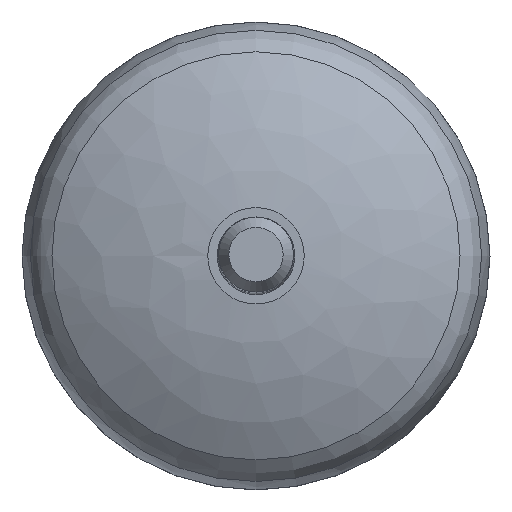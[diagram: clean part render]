
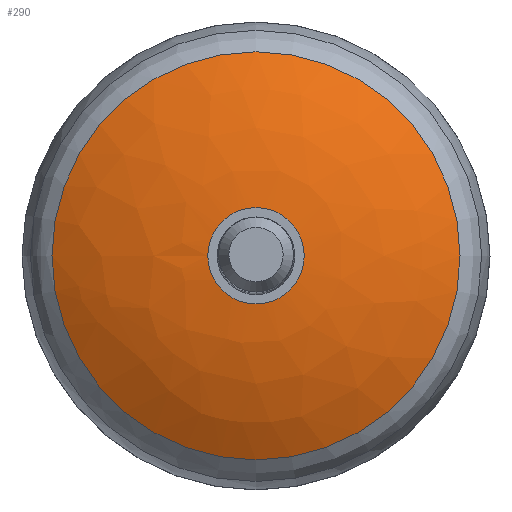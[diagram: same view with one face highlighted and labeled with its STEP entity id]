
A CAD part, top view. The second image highlights one B-rep face of the part: STEP entity #290.
In plain terms, the highlighted free-form (B-spline) face has degree [2, 2] with [3, 9] control points.
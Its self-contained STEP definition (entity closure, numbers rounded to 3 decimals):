
#200=CARTESIAN_POINT('',(5.15,0.,13.768));
#201=VERTEX_POINT('',#200);
#202=CARTESIAN_POINT('',(-5.15,0.,13.768));
#203=VERTEX_POINT('',#202);
#204=CARTESIAN_POINT('',(0.,0.,13.768));
#205=DIRECTION('',(0.0,0.0,-1.0));
#206=DIRECTION('',(-1.0,0.0,0.0));
#207=AXIS2_PLACEMENT_3D('',#204,#205,#206);
#208=CIRCLE('',#207,5.15);
#209=EDGE_CURVE('',#201,#203,#208,.T.);
#211=CARTESIAN_POINT('',(0.,0.,13.768));
#212=DIRECTION('',(0.0,0.0,-1.0));
#213=DIRECTION('',(-1.0,0.0,0.0));
#214=AXIS2_PLACEMENT_3D('',#211,#212,#213);
#215=CIRCLE('',#214,5.15);
#216=EDGE_CURVE('',#203,#201,#215,.T.);
#225=CARTESIAN_POINT('',(-21.793,0.,8.817));
#226=CARTESIAN_POINT('',(-14.051,0.,13.241));
#227=CARTESIAN_POINT('',(-5.15,0.,13.768));
#228=CARTESIAN_POINT('',(-21.793,21.793,8.817));
#229=CARTESIAN_POINT('',(-14.051,14.051,13.241));
#230=CARTESIAN_POINT('',(-5.15,5.15,13.768));
#231=CARTESIAN_POINT('',(0.,21.793,8.817));
#232=CARTESIAN_POINT('',(0.,14.051,13.241));
#233=CARTESIAN_POINT('',(0.,5.15,13.768));
#234=CARTESIAN_POINT('',(21.793,21.793,8.817));
#235=CARTESIAN_POINT('',(14.051,14.051,13.241));
#236=CARTESIAN_POINT('',(5.15,5.15,13.768));
#237=CARTESIAN_POINT('',(21.793,0.,8.817));
#238=CARTESIAN_POINT('',(14.051,0.,13.241));
#239=CARTESIAN_POINT('',(5.15,0.,13.768));
#240=CARTESIAN_POINT('',(21.793,-21.793,8.817));
#241=CARTESIAN_POINT('',(14.051,-14.051,13.241));
#242=CARTESIAN_POINT('',(5.15,-5.15,13.768));
#243=CARTESIAN_POINT('',(0.,-21.793,8.817));
#244=CARTESIAN_POINT('',(0.,-14.051,13.241));
#245=CARTESIAN_POINT('',(0.,-5.15,13.768));
#246=CARTESIAN_POINT('',(-21.793,-21.793,8.817));
#247=CARTESIAN_POINT('',(-14.051,-14.051,13.241));
#248=CARTESIAN_POINT('',(-5.15,-5.15,13.768));
#249=CARTESIAN_POINT('',(-21.793,0.,8.817));
#250=CARTESIAN_POINT('',(-14.051,0.,13.241));
#251=CARTESIAN_POINT('',(-5.15,0.,13.768));
#259=(BOUNDED_SURFACE()B_SPLINE_SURFACE(2,2,((#225,#228,#231,#234,#237,#240,#243,#246,#249),(#226,#229,#232,#235,#238,#241,#244,#247,#250),(#227,#230,#233,#236,#239,#242,#245,#248,#251)),.UNSPECIFIED.,.F.,.T.,.U.)B_SPLINE_SURFACE_WITH_KNOTS((3,3),(3,2,2,2,3),(0.82,0.958),(0.,0.25,0.5,0.75,1.),.UNSPECIFIED.)GEOMETRIC_REPRESENTATION_ITEM()RATIONAL_B_SPLINE_SURFACE(((0.927,0.656,0.927,0.656,0.927,0.656,0.927,0.656,0.927),(0.922,0.652,0.922,0.652,0.922,0.652,0.922,0.652,0.922),(0.967,0.684,0.967,0.684,0.967,0.684,0.967,0.684,0.967)))REPRESENTATION_ITEM('')SURFACE());
#260=CARTESIAN_POINT('',(-21.793,0.,8.817));
#261=VERTEX_POINT('',#260);
#262=CARTESIAN_POINT('',(-2.896,0.,-24.256));
#263=DIRECTION('',(0.0,-1.0,0.0));
#264=DIRECTION('',(-1.0,0.0,0.0));
#265=AXIS2_PLACEMENT_3D('',#262,#263,#264);
#266=CIRCLE('',#265,38.091);
#267=EDGE_CURVE('',#203,#261,#266,.T.);
#268=ORIENTED_EDGE('',*,*,#267,.F.);
#269=ORIENTED_EDGE('',*,*,#216,.T.);
#270=ORIENTED_EDGE('',*,*,#209,.T.);
#271=ORIENTED_EDGE('',*,*,#267,.T.);
#272=CARTESIAN_POINT('',(21.793,0.,8.817));
#273=VERTEX_POINT('',#272);
#274=CARTESIAN_POINT('',(0.,0.,8.817));
#275=DIRECTION('',(0.0,0.0,-1.0));
#276=DIRECTION('',(-1.0,0.0,0.0));
#277=AXIS2_PLACEMENT_3D('',#274,#275,#276);
#278=CIRCLE('',#277,21.793);
#279=EDGE_CURVE('',#273,#261,#278,.T.);
#280=ORIENTED_EDGE('',*,*,#279,.F.);
#281=CARTESIAN_POINT('',(0.,0.,8.817));
#282=DIRECTION('',(0.0,0.0,-1.0));
#283=DIRECTION('',(-1.0,0.0,0.0));
#284=AXIS2_PLACEMENT_3D('',#281,#282,#283);
#285=CIRCLE('',#284,21.793);
#286=EDGE_CURVE('',#261,#273,#285,.T.);
#287=ORIENTED_EDGE('',*,*,#286,.F.);
#288=EDGE_LOOP('',(#268,#269,#270,#271,#280,#287));
#289=FACE_OUTER_BOUND('',#288,.T.);
#290=ADVANCED_FACE('',(#289),#259,.T.);
